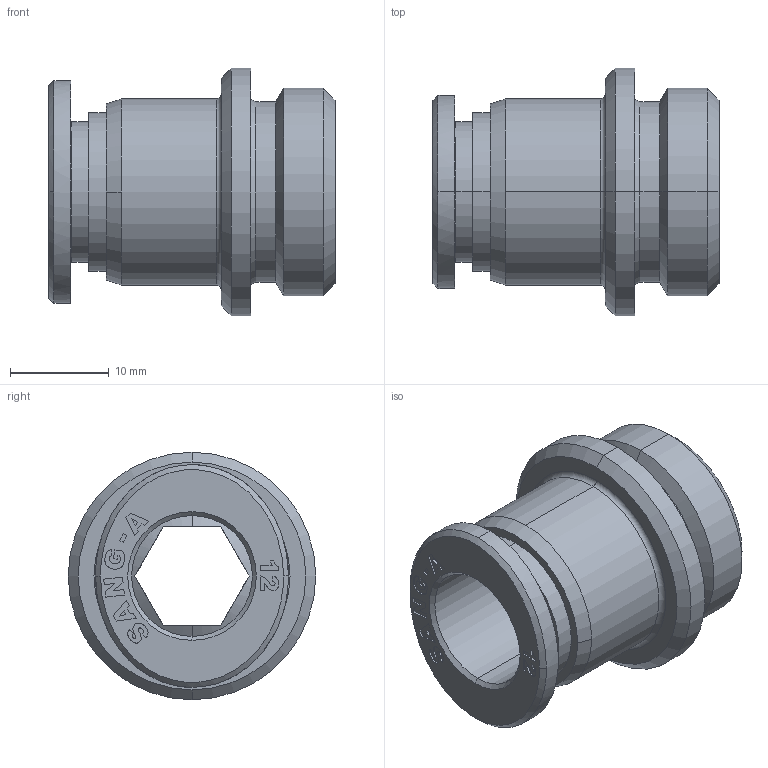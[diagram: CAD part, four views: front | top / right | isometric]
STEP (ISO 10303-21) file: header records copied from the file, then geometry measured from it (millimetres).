
FILE_DESCRIPTION (( 'STEP AP214' ), '1' );
FILE_NAME ('POC12-G04.STEP', '2018-09-10T09:00:05', ( '' ), ( '' ), 'SwSTEP 2.0', 'SolidWorks 2018', '' );
FILE_SCHEMA (( 'AUTOMOTIVE_DESIGN' ));
Length unit declared in the file: millimetre
Products named in the file (1): POC12-G04
Bounding box: 28.9 x 25 x 25 mm (x, y, z)
Surface area: 4048.3 mm2 (no closed solid volume)
Topology: 0 solids, 1 shells, 347 faces, 1105 edges, 732 vertices
Faces by surface type: plane 299, cone 20, cylinder 17, bspline 9, torus 2
Entity records: 16466 total; most frequent: CARTESIAN_POINT 3015, ORIENTED_EDGE 2020, DIRECTION 1811, EDGE_CURVE 1105, VECTOR 1017, LINE 1017, VERTEX_POINT 732, AXIS2_PLACEMENT_3D 397
